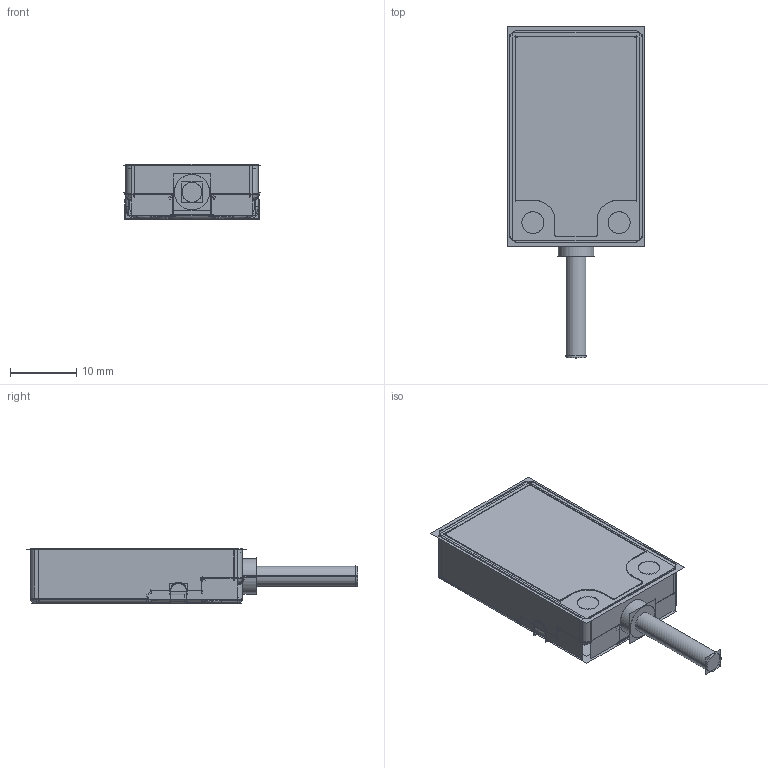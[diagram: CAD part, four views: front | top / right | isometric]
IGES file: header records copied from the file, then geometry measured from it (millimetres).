
Start section:  PTC IGES file: 214952.igs
Global section: file name: 214952.igs; native system: Creo Parametric by PTC Inc.; preprocessor: 2018300; author: pdmadmin; organization: Unknown; date: 20191029.140118; units: millimetre
Bounding box: 20.76 x 50.06 x 8.33 mm (x, y, z)
Volume: 2043.8 mm3; surface area: 28334 mm2
Topology: 8 solids, 8 shells, 704 faces, 3544 edges, 4483 vertices
Faces by surface type: revolution 406, bspline 298
